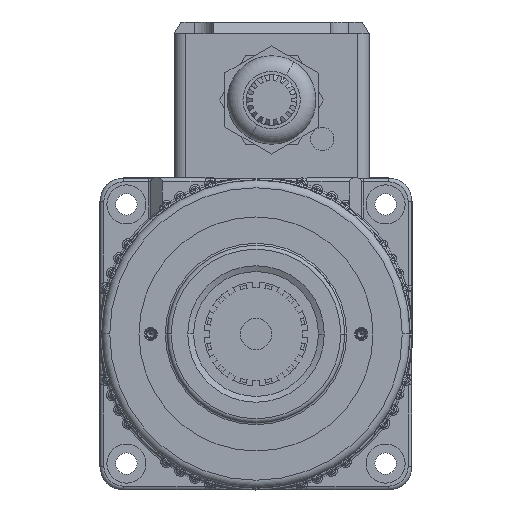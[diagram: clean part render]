
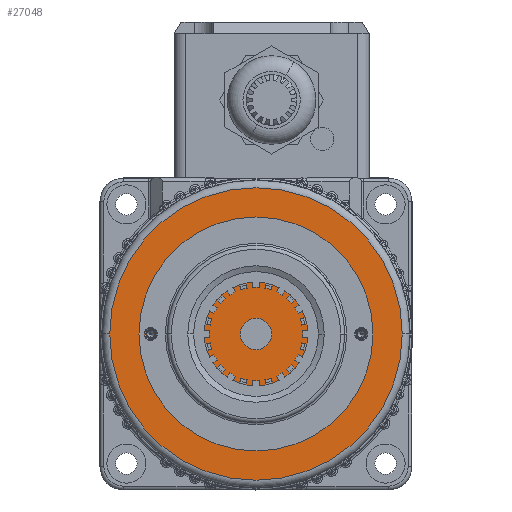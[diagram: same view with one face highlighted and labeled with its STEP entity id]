
A CAD part, front view. The second image highlights one B-rep face of the part: STEP entity #27048.
In plain terms, the highlighted face is planar.
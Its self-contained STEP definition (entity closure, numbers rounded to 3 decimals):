
#534 = CARTESIAN_POINT ( 'NONE',  ( 4., 0., 0. ) ) ;
#696 = CIRCLE ( 'NONE', #17992, 1.525 ) ;
#976 = EDGE_CURVE ( 'NONE', #20595, #36739, #696, .T. ) ;
#1875 = EDGE_LOOP ( 'NONE', ( #3762, #29497 ) ) ;
#3378 = ORIENTED_EDGE ( 'NONE', *, *, #16769, .F. ) ;
#3655 = CARTESIAN_POINT ( 'NONE',  ( 25.475, 0., 0. ) ) ;
#3762 = ORIENTED_EDGE ( 'NONE', *, *, #38297, .T. ) ;
#3843 = AXIS2_PLACEMENT_3D ( 'NONE', #13383, #38695, #16989 ) ;
#3855 = ORIENTED_EDGE ( 'NONE', *, *, #5412, .T. ) ;
#4255 = CARTESIAN_POINT ( 'NONE',  ( 0., 0., 0. ) ) ;
#4496 = EDGE_LOOP ( 'NONE', ( #14414, #3378 ) ) ;
#4991 = DIRECTION ( 'NONE',  ( 0., 0., 1. ) ) ;
#5412 = EDGE_CURVE ( 'NONE', #17567, #31314, #24915, .T. ) ;
#5633 = FACE_OUTER_BOUND ( 'NONE', #9689, .T. ) ;
#5930 = CIRCLE ( 'NONE', #21904, 1.525 ) ;
#6936 = CARTESIAN_POINT ( 'NONE',  ( 0., 0., 0. ) ) ;
#7670 = AXIS2_PLACEMENT_3D ( 'NONE', #19464, #44816, #23105 ) ;
#7950 = DIRECTION ( 'NONE',  ( -1., 0., 0. ) ) ;
#8645 = CIRCLE ( 'NONE', #45811, 4. ) ;
#9689 = EDGE_LOOP ( 'NONE', ( #3855, #17534 ) ) ;
#10622 = DIRECTION ( 'NONE',  ( 1., 0., 0. ) ) ;
#10789 = CARTESIAN_POINT ( 'NONE',  ( 37.5, 0., 0. ) ) ;
#11580 = DIRECTION ( 'NONE',  ( 1., 0., 0. ) ) ;
#11942 = CIRCLE ( 'NONE', #27326, 4. ) ;
#12448 = AXIS2_PLACEMENT_3D ( 'NONE', #17517, #42923, #21177 ) ;
#12534 = CARTESIAN_POINT ( 'NONE',  ( -4., 0., 0. ) ) ;
#13383 = CARTESIAN_POINT ( 'NONE',  ( 27., 0., 0. ) ) ;
#14414 = ORIENTED_EDGE ( 'NONE', *, *, #976, .F. ) ;
#14935 = DIRECTION ( 'NONE',  ( 0., 0., 1. ) ) ;
#15695 = EDGE_CURVE ( 'NONE', #39749, #24994, #46980, .T. ) ;
#16412 = FACE_BOUND ( 'NONE', #1875, .T. ) ;
#16769 = EDGE_CURVE ( 'NONE', #36739, #20595, #34468, .T. ) ;
#16989 = DIRECTION ( 'NONE',  ( 1., 0., 0. ) ) ;
#17517 = CARTESIAN_POINT ( 'NONE',  ( -27., 0., 0. ) ) ;
#17534 = ORIENTED_EDGE ( 'NONE', *, *, #18722, .T. ) ;
#17567 = VERTEX_POINT ( 'NONE', #10789 ) ;
#17613 = AXIS2_PLACEMENT_3D ( 'NONE', #18493, #33246, #11580 ) ;
#17992 = AXIS2_PLACEMENT_3D ( 'NONE', #26698, #4991, #30367 ) ;
#18291 = ORIENTED_EDGE ( 'NONE', *, *, #44191, .F. ) ;
#18493 = CARTESIAN_POINT ( 'NONE',  ( 0., 0., 0. ) ) ;
#18722 = EDGE_CURVE ( 'NONE', #31314, #17567, #21406, .T. ) ;
#19464 = CARTESIAN_POINT ( 'NONE',  ( 0., 0., 0. ) ) ;
#20595 = VERTEX_POINT ( 'NONE', #38362 ) ;
#21177 = DIRECTION ( 'NONE',  ( 1., 0., 0. ) ) ;
#21383 = CARTESIAN_POINT ( 'NONE',  ( 0., 0., 0. ) ) ;
#21406 = CIRCLE ( 'NONE', #7670, 37.5 ) ;
#21904 = AXIS2_PLACEMENT_3D ( 'NONE', #36666, #14935, #40278 ) ;
#23105 = DIRECTION ( 'NONE',  ( 1., 0., 0. ) ) ;
#23242 = CARTESIAN_POINT ( 'NONE',  ( -28.525, 0., 0. ) ) ;
#23918 = CARTESIAN_POINT ( 'NONE',  ( -37.5, 0., 0. ) ) ;
#24915 = CIRCLE ( 'NONE', #27579, 37.5 ) ;
#24994 = VERTEX_POINT ( 'NONE', #3655 ) ;
#25007 = DIRECTION ( 'NONE',  ( -1., 0., 0. ) ) ;
#25757 = PLANE ( 'NONE',  #17613 ) ;
#26698 = CARTESIAN_POINT ( 'NONE',  ( -27., 0., 0. ) ) ;
#27048 = ADVANCED_FACE ( 'NONE', ( #41951, #32302, #16412, #5633 ), #25757, .T. ) ;
#27326 = AXIS2_PLACEMENT_3D ( 'NONE', #21383, #46714, #25007 ) ;
#27579 = AXIS2_PLACEMENT_3D ( 'NONE', #6936, #32284, #10622 ) ;
#29497 = ORIENTED_EDGE ( 'NONE', *, *, #36583, .T. ) ;
#29638 = DIRECTION ( 'NONE',  ( 0., 0., -1. ) ) ;
#30367 = DIRECTION ( 'NONE',  ( 1., 0., 0. ) ) ;
#31314 = VERTEX_POINT ( 'NONE', #23918 ) ;
#32284 = DIRECTION ( 'NONE',  ( 0., 0., 1. ) ) ;
#32302 = FACE_BOUND ( 'NONE', #34242, .T. ) ;
#33246 = DIRECTION ( 'NONE',  ( 0., 0., 1. ) ) ;
#33679 = ORIENTED_EDGE ( 'NONE', *, *, #15695, .F. ) ;
#34242 = EDGE_LOOP ( 'NONE', ( #33679, #18291 ) ) ;
#34329 = VERTEX_POINT ( 'NONE', #12534 ) ;
#34468 = CIRCLE ( 'NONE', #12448, 1.525 ) ;
#36583 = EDGE_CURVE ( 'NONE', #36603, #34329, #8645, .T. ) ;
#36603 = VERTEX_POINT ( 'NONE', #534 ) ;
#36666 = CARTESIAN_POINT ( 'NONE',  ( 27., 0., 0. ) ) ;
#36739 = VERTEX_POINT ( 'NONE', #23242 ) ;
#38297 = EDGE_CURVE ( 'NONE', #34329, #36603, #11942, .T. ) ;
#38362 = CARTESIAN_POINT ( 'NONE',  ( -25.475, 0., 0. ) ) ;
#38695 = DIRECTION ( 'NONE',  ( 0., 0., 1. ) ) ;
#39749 = VERTEX_POINT ( 'NONE', #42732 ) ;
#40278 = DIRECTION ( 'NONE',  ( 1., 0., 0. ) ) ;
#41951 = FACE_BOUND ( 'NONE', #4496, .T. ) ;
#42732 = CARTESIAN_POINT ( 'NONE',  ( 28.525, 0., 0. ) ) ;
#42923 = DIRECTION ( 'NONE',  ( 0., 0., 1. ) ) ;
#44191 = EDGE_CURVE ( 'NONE', #24994, #39749, #5930, .T. ) ;
#44816 = DIRECTION ( 'NONE',  ( 0., 0., 1. ) ) ;
#45811 = AXIS2_PLACEMENT_3D ( 'NONE', #4255, #29638, #7950 ) ;
#46714 = DIRECTION ( 'NONE',  ( 0., 0., -1. ) ) ;
#46980 = CIRCLE ( 'NONE', #3843, 1.525 ) ;
